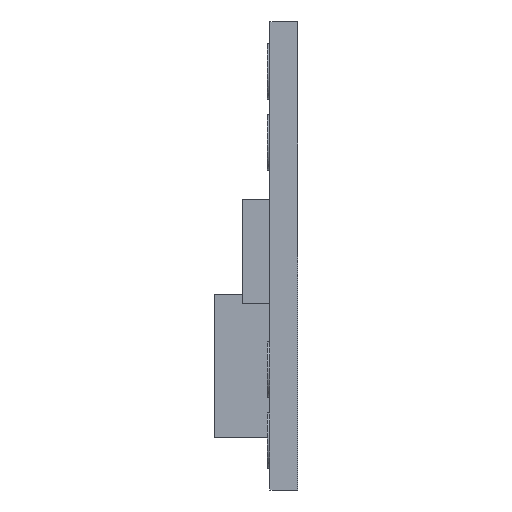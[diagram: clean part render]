
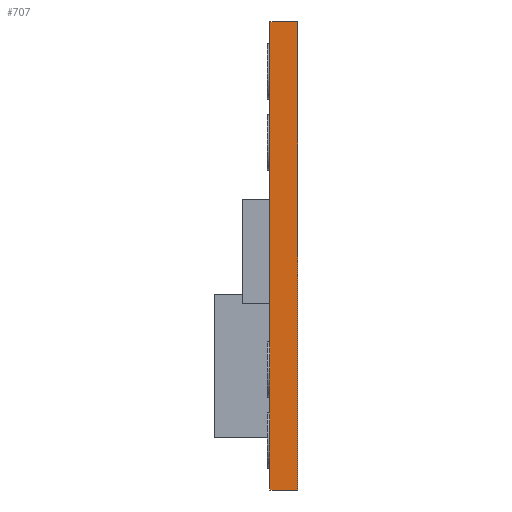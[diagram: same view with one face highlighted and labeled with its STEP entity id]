
A CAD part, left-side view. The second image highlights one B-rep face of the part: STEP entity #707.
In plain terms, the highlighted planar face has unit normal (-1, 0, 0).
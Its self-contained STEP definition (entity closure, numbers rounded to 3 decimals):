
#10 = VERTEX_POINT ( 'NONE', #952 ) ;
#43 = VECTOR ( 'NONE', #572, 1000. ) ;
#70 = AXIS2_PLACEMENT_3D ( 'NONE', #1636, #1058, #1767 ) ;
#114 = DIRECTION ( 'NONE',  ( 0., -1., 0. ) ) ;
#220 = CARTESIAN_POINT ( 'NONE',  ( 0., 0., 0. ) ) ;
#321 = EDGE_CURVE ( 'NONE', #599, #1116, #1803, .T. ) ;
#506 = CARTESIAN_POINT ( 'NONE',  ( 0., 1., 0. ) ) ;
#534 = ORIENTED_EDGE ( 'NONE', *, *, #1619, .F. ) ;
#572 = DIRECTION ( 'NONE',  ( 0., -1., 0. ) ) ;
#585 = CARTESIAN_POINT ( 'NONE',  ( 0., 0., -16.764 ) ) ;
#599 = VERTEX_POINT ( 'NONE', #1163 ) ;
#707 = ADVANCED_FACE ( 'NONE', ( #738 ), #1605, .F. ) ;
#734 = ORIENTED_EDGE ( 'NONE', *, *, #321, .T. ) ;
#738 = FACE_OUTER_BOUND ( 'NONE', #1500, .T. ) ;
#828 = LINE ( 'NONE', #1069, #43 ) ;
#856 = ORIENTED_EDGE ( 'NONE', *, *, #1045, .T. ) ;
#900 = EDGE_CURVE ( 'NONE', #599, #1053, #1314, .T. ) ;
#952 = CARTESIAN_POINT ( 'NONE',  ( 0., 0., 0. ) ) ;
#979 = ORIENTED_EDGE ( 'NONE', *, *, #900, .F. ) ;
#1034 = VECTOR ( 'NONE', #1385, 1000. ) ;
#1037 = VECTOR ( 'NONE', #114, 1000. ) ;
#1045 = EDGE_CURVE ( 'NONE', #1116, #10, #1711, .T. ) ;
#1053 = VERTEX_POINT ( 'NONE', #506 ) ;
#1058 = DIRECTION ( 'NONE',  ( 1., 0., 0. ) ) ;
#1069 = CARTESIAN_POINT ( 'NONE',  ( 0., 1., 0. ) ) ;
#1116 = VERTEX_POINT ( 'NONE', #585 ) ;
#1163 = CARTESIAN_POINT ( 'NONE',  ( 0., 1., -16.764 ) ) ;
#1208 = DIRECTION ( 'NONE',  ( 0., 0., 1. ) ) ;
#1314 = LINE ( 'NONE', #1649, #1642 ) ;
#1385 = DIRECTION ( 'NONE',  ( 0., 0., 1. ) ) ;
#1500 = EDGE_LOOP ( 'NONE', ( #856, #534, #979, #734 ) ) ;
#1569 = CARTESIAN_POINT ( 'NONE',  ( 0., 1., -16.764 ) ) ;
#1605 = PLANE ( 'NONE',  #70 ) ;
#1619 = EDGE_CURVE ( 'NONE', #1053, #10, #828, .T. ) ;
#1636 = CARTESIAN_POINT ( 'NONE',  ( 0., 1., 0. ) ) ;
#1642 = VECTOR ( 'NONE', #1208, 1000. ) ;
#1649 = CARTESIAN_POINT ( 'NONE',  ( 0., 1., 0. ) ) ;
#1711 = LINE ( 'NONE', #220, #1034 ) ;
#1767 = DIRECTION ( 'NONE',  ( 0., 0., -1. ) ) ;
#1803 = LINE ( 'NONE', #1569, #1037 ) ;
